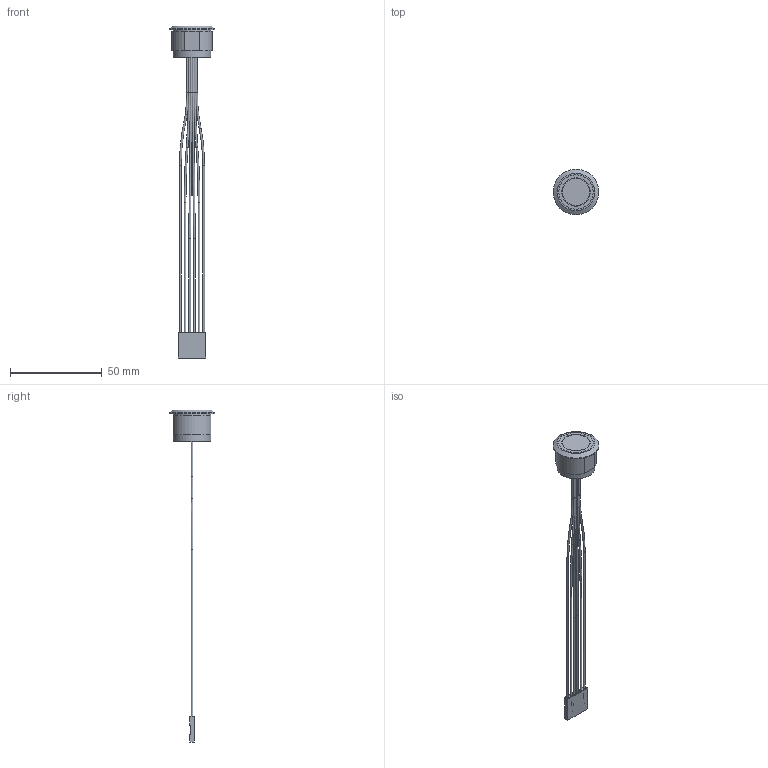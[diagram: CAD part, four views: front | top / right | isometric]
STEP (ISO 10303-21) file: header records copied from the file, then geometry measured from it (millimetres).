
FILE_DESCRIPTION(/* description */ ('','CAx-IF Rec.Pracs.---Representation and Presentation of Product Manufacturing Information (PMI)---4.0---2014-10-13'),/* implementation_level */ '2;1');
FILE_NAME(/* name */ 'CS7x2FR.stp',/* time_stamp */ '2019-01-09T08:23:29-06:00',/* author */ ('mroman'),/* organization */ (''),/* preprocessor_version */ 'ST-DEVELOPER v17',/* originating_system */ 'Autodesk Inventor 2018',/* authorisation */ '');
FILE_SCHEMA (('AP242_MANAGED_MODEL_BASED_3D_ENGINEERING_MIM_LF { 1 0 10303 442 1 1 4 }'));
Length unit declared in the file: millimetre
Products named in the file (1): CS7x2FR
Bounding box: 25 x 25 x 181 mm (x, y, z)
Volume: 7249 mm3; surface area: 5991.8 mm2
Topology: 3 solids, 3 shells, 186 faces, 501 edges, 309 vertices
Faces by surface type: plane 135, cylinder 39, torus 10, sphere 1, cone 1
Full cylindrical faces by diameter (mm): 1 x10, 15.4 x1, 20.5 x1, 20.6 x1, 25 x1
Entity records: 6411 total; most frequent: CARTESIAN_POINT 1620, ORIENTED_EDGE 980, DIRECTION 974, EDGE_CURVE 490, LINE 382, VECTOR 382, VERTEX_POINT 304, AXIS2_PLACEMENT_3D 300
